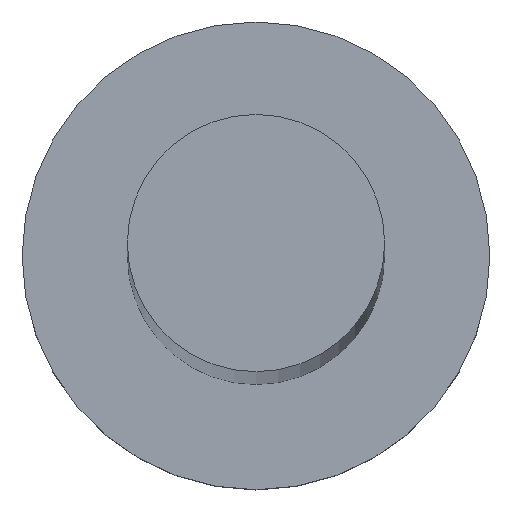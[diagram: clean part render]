
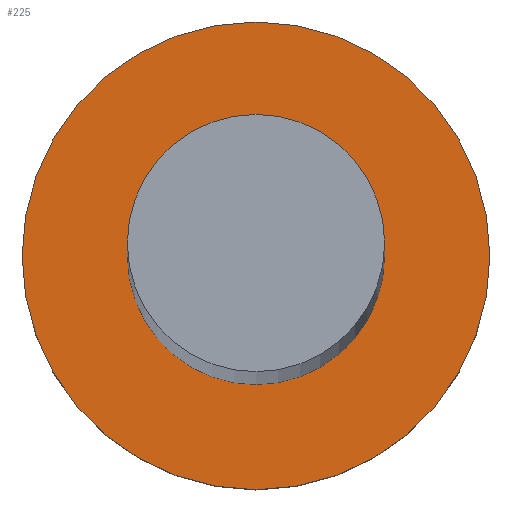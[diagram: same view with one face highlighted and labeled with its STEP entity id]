
A CAD part, top view. The second image highlights one B-rep face of the part: STEP entity #225.
In plain terms, the highlighted planar face has unit normal (0, 0, 1).
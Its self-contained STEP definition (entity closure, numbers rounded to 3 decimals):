
#3 = VERTEX_POINT ( 'NONE', #175 ) ;
#6 = DIRECTION ( 'NONE',  ( 0., 0., 1. ) ) ;
#11 = AXIS2_PLACEMENT_3D ( 'NONE', #44, #191, #193 ) ;
#13 = CARTESIAN_POINT ( 'NONE',  ( 2.75, 0., 3. ) ) ;
#19 = EDGE_CURVE ( 'NONE', #3, #201, #131, .T. ) ;
#31 = CARTESIAN_POINT ( 'NONE',  ( 0., 0., 3. ) ) ;
#39 = DIRECTION ( 'NONE',  ( 0., 0., 1. ) ) ;
#43 = CIRCLE ( 'NONE', #166, 5. ) ;
#44 = CARTESIAN_POINT ( 'NONE',  ( 0., 0., 3. ) ) ;
#70 = ORIENTED_EDGE ( 'NONE', *, *, #19, .F. ) ;
#82 = DIRECTION ( 'NONE',  ( 1., 0., 0. ) ) ;
#85 = CARTESIAN_POINT ( 'NONE',  ( 5., 0., 3. ) ) ;
#86 = EDGE_CURVE ( 'NONE', #205, #198, #43, .T. ) ;
#93 = ORIENTED_EDGE ( 'NONE', *, *, #130, .F. ) ;
#99 = DIRECTION ( 'NONE',  ( 1., 0., 0. ) ) ;
#101 = EDGE_CURVE ( 'NONE', #198, #205, #181, .T. ) ;
#106 = PLANE ( 'NONE',  #11 ) ;
#116 = ORIENTED_EDGE ( 'NONE', *, *, #86, .T. ) ;
#130 = EDGE_CURVE ( 'NONE', #201, #3, #211, .T. ) ;
#131 = CIRCLE ( 'NONE', #154, 2.75 ) ;
#133 = DIRECTION ( 'NONE',  ( 1., 0., 0. ) ) ;
#136 = EDGE_LOOP ( 'NONE', ( #116, #251 ) ) ;
#154 = AXIS2_PLACEMENT_3D ( 'NONE', #31, #220, #133 ) ;
#166 = AXIS2_PLACEMENT_3D ( 'NONE', #184, #39, #99 ) ;
#167 = CARTESIAN_POINT ( 'NONE',  ( 0., 0., 3. ) ) ;
#168 = AXIS2_PLACEMENT_3D ( 'NONE', #210, #6, #243 ) ;
#175 = CARTESIAN_POINT ( 'NONE',  ( -2.75, 0., 3. ) ) ;
#181 = CIRCLE ( 'NONE', #199, 5. ) ;
#184 = CARTESIAN_POINT ( 'NONE',  ( 0., 0., 3. ) ) ;
#191 = DIRECTION ( 'NONE',  ( 0., 0., 1. ) ) ;
#193 = DIRECTION ( 'NONE',  ( 1., 0., 0. ) ) ;
#196 = EDGE_LOOP ( 'NONE', ( #70, #93 ) ) ;
#198 = VERTEX_POINT ( 'NONE', #85 ) ;
#199 = AXIS2_PLACEMENT_3D ( 'NONE', #167, #206, #82 ) ;
#201 = VERTEX_POINT ( 'NONE', #13 ) ;
#205 = VERTEX_POINT ( 'NONE', #213 ) ;
#206 = DIRECTION ( 'NONE',  ( 0., 0., 1. ) ) ;
#210 = CARTESIAN_POINT ( 'NONE',  ( 0., 0., 3. ) ) ;
#211 = CIRCLE ( 'NONE', #168, 2.75 ) ;
#213 = CARTESIAN_POINT ( 'NONE',  ( -5., 0., 3. ) ) ;
#220 = DIRECTION ( 'NONE',  ( 0., 0., 1. ) ) ;
#225 = ADVANCED_FACE ( 'NONE', ( #226, #246 ), #106, .T. ) ;
#226 = FACE_BOUND ( 'NONE', #196, .T. ) ;
#243 = DIRECTION ( 'NONE',  ( 1., 0., 0. ) ) ;
#246 = FACE_OUTER_BOUND ( 'NONE', #136, .T. ) ;
#251 = ORIENTED_EDGE ( 'NONE', *, *, #101, .T. ) ;
